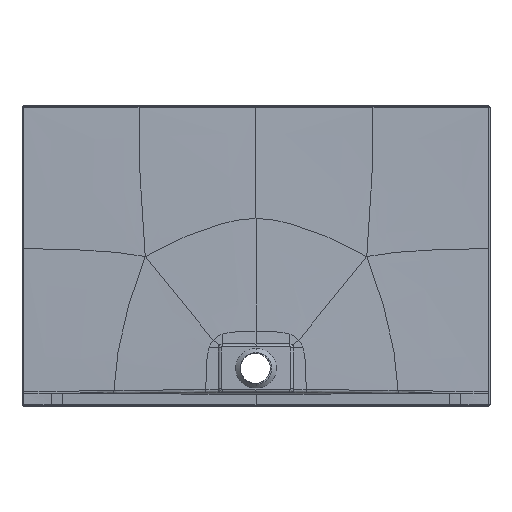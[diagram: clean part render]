
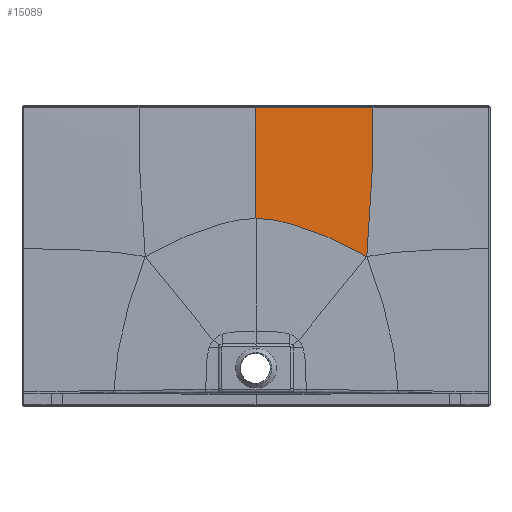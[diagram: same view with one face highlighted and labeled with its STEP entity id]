
A CAD part, front view. The second image highlights one B-rep face of the part: STEP entity #15089.
In plain terms, the highlighted free-form (B-spline) face has degree [3, 3] with [8, 10] control points.
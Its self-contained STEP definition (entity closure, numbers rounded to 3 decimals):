
#3276=CARTESIAN_POINT('',(331.362,-9.279,448.367));
#3278=CARTESIAN_POINT('',(0.,-10.849,
562.57));
#3279=CARTESIAN_POINT('',(23.474,-10.849,562.57));
#3280=CARTESIAN_POINT('',(72.931,-10.736,555.921));
#3281=CARTESIAN_POINT('',(153.299,-10.371,531.693));
#3282=CARTESIAN_POINT('',(224.843,-10.011,503.996));
#3283=CARTESIAN_POINT('',(284.92,-9.645,475.463));
#3284=CARTESIAN_POINT('',(315.799,-9.412,458.036));
#3285=CARTESIAN_POINT('',(331.362,-9.279,448.367));
#3922=CARTESIAN_POINT('',(349.998,-3.052,894.979));
#3945=CARTESIAN_POINT('',(-0.006,-3.118,
894.953));
#3946=CARTESIAN_POINT('',(22.832,-3.118,894.953));
#3947=CARTESIAN_POINT('',(66.801,-3.115,894.955));
#3948=CARTESIAN_POINT('',(126.84,-3.106,894.958));
#3949=CARTESIAN_POINT('',(183.246,-3.094,894.963));
#3950=CARTESIAN_POINT('',(239.699,-3.08,894.968));
#3951=CARTESIAN_POINT('',(296.211,-3.066,894.974));
#3952=CARTESIAN_POINT('',(332.249,-3.057,894.977));
#3953=CARTESIAN_POINT('',(349.998,-3.052,894.979));
#3955=CARTESIAN_POINT('',(349.998,-3.052,894.979));
#3956=CARTESIAN_POINT('',(349.966,-3.368,864.739));
#3957=CARTESIAN_POINT('',(349.251,-4.133,801.575));
#3958=CARTESIAN_POINT('',(347.612,-5.331,715.581));
#3959=CARTESIAN_POINT('',(345.453,-6.428,638.212));
#3960=CARTESIAN_POINT('',(342.874,-7.31,576.632));
#3961=CARTESIAN_POINT('',(339.293,-8.098,523.18));
#3962=CARTESIAN_POINT('',(335.204,-8.762,480.233));
#3963=CARTESIAN_POINT('',(332.718,-9.105,458.926));
#3964=CARTESIAN_POINT('',(331.362,-9.279,448.367));
#3966=DIRECTION('',(0.,-0.023,-1.));
#3967=VECTOR('',#3966,332.474);
#3968=CARTESIAN_POINT('',(-0.006,-3.118,
894.953));
#3969=LINE('',#3968,#3967);
#4491=VERTEX_POINT('',#3276);
#4604=VERTEX_POINT('',#3922);
#4626=CARTESIAN_POINT('',(0.,-10.849,
562.57));
#4628=VERTEX_POINT('',#4626);
#4629=CARTESIAN_POINT('',(-0.006,-3.118,
894.953));
#4630=VERTEX_POINT('',#4629);
#15000=CARTESIAN_POINT('',(-3.577,-3.024,
899.02));
#15001=CARTESIAN_POINT('',(-3.576,-3.67,
871.245));
#15002=CARTESIAN_POINT('',(-3.517,-4.97,
815.344));
#15003=CARTESIAN_POINT('',(-3.332,-6.597,
745.379));
#15004=CARTESIAN_POINT('',(-3.159,-7.905,
689.126));
#15005=CARTESIAN_POINT('',(-3.035,-8.886,
646.935));
#15006=CARTESIAN_POINT('',(-2.95,-9.704,
611.776));
#15007=CARTESIAN_POINT('',(-2.898,-10.381,
582.667));
#15008=CARTESIAN_POINT('',(-2.878,-10.731,
567.622));
#15009=CARTESIAN_POINT('',(-2.869,-10.917,
559.608));
#15010=CARTESIAN_POINT('',(26.782,-3.024,
899.02));
#15011=CARTESIAN_POINT('',(26.777,-3.671,
871.25));
#15012=CARTESIAN_POINT('',(26.335,-4.973,
815.363));
#15013=CARTESIAN_POINT('',(24.936,-6.602,
745.438));
#15014=CARTESIAN_POINT('',(23.634,-7.911,
689.238));
#15015=CARTESIAN_POINT('',(22.696,-8.892,
647.099));
#15016=CARTESIAN_POINT('',(22.049,-9.71,
611.989));
#15017=CARTESIAN_POINT('',(21.647,-10.386,
582.923));
#15018=CARTESIAN_POINT('',(21.494,-10.736,
567.899));
#15019=CARTESIAN_POINT('',(21.429,-10.922,
559.897));
#15020=CARTESIAN_POINT('',(86.307,-3.023,
899.013));
#15021=CARTESIAN_POINT('',(86.293,-3.647,
871.124));
#15022=CARTESIAN_POINT('',(84.935,-4.905,
814.914));
#15023=CARTESIAN_POINT('',(80.825,-6.49,
744.07));
#15024=CARTESIAN_POINT('',(77.215,-7.779,
686.631));
#15025=CARTESIAN_POINT('',(74.739,-8.756,
643.312));
#15026=CARTESIAN_POINT('',(73.15,-9.578,
607.055));
#15027=CARTESIAN_POINT('',(72.235,-10.265,
577.004));
#15028=CARTESIAN_POINT('',(71.915,-10.621,
561.477));
#15029=CARTESIAN_POINT('',(71.786,-10.811,
553.214));
#15030=CARTESIAN_POINT('',(175.,-3.02,
898.989));
#15031=CARTESIAN_POINT('',(174.976,-3.558,
870.729));
#15032=CARTESIAN_POINT('',(172.745,-4.658,
813.486));
#15033=CARTESIAN_POINT('',(166.321,-6.1,
739.412));
#15034=CARTESIAN_POINT('',(160.967,-7.33,
677.41));
#15035=CARTESIAN_POINT('',(157.434,-8.296,
629.648));
#15036=CARTESIAN_POINT('',(155.241,-9.14,
588.985));
#15037=CARTESIAN_POINT('',(153.945,-9.861,
555.096));
#15038=CARTESIAN_POINT('',(153.442,-10.242,
537.575));
#15039=CARTESIAN_POINT('',(153.213,-10.446,
528.273));
#15040=CARTESIAN_POINT('',(247.916,-3.017,
898.955));
#15041=CARTESIAN_POINT('',(247.894,-3.464,
870.062));
#15042=CARTESIAN_POINT('',(245.75,-4.416,
811.273));
#15043=CARTESIAN_POINT('',(239.761,-5.746,
733.285));
#15044=CARTESIAN_POINT('',(234.691,-6.93,
666.102));
#15045=CARTESIAN_POINT('',(231.134,-7.884,
613.421));
#15046=CARTESIAN_POINT('',(228.487,-8.739,
568.01));
#15047=CARTESIAN_POINT('',(226.363,-9.481,
530.093));
#15048=CARTESIAN_POINT('',(225.244,-9.876,
510.545));
#15049=CARTESIAN_POINT('',(224.613,-10.089,
500.187));
#15050=CARTESIAN_POINT('',(307.191,-3.014,
898.901));
#15051=CARTESIAN_POINT('',(307.177,-3.389,
868.831));
#15052=CARTESIAN_POINT('',(305.71,-4.235,
807.469));
#15053=CARTESIAN_POINT('',(301.8,-5.498,
724.768));
#15054=CARTESIAN_POINT('',(298.138,-6.639,
652.225));
#15055=CARTESIAN_POINT('',(295.046,-7.564,
594.758));
#15056=CARTESIAN_POINT('',(291.891,-8.396,
544.949));
#15057=CARTESIAN_POINT('',(288.624,-9.121,
503.448));
#15058=CARTESIAN_POINT('',(286.622,-9.507,
482.109));
#15059=CARTESIAN_POINT('',(285.469,-9.716,
470.866));
#15060=CARTESIAN_POINT('',(337.298,-3.013,
898.861));
#15061=CARTESIAN_POINT('',(337.291,-3.352,
867.858));
#15062=CARTESIAN_POINT('',(336.337,-4.149,
804.515));
#15063=CARTESIAN_POINT('',(333.966,-5.381,
718.649));
#15064=CARTESIAN_POINT('',(331.341,-6.493,
642.818));
#15065=CARTESIAN_POINT('',(328.606,-7.391,
582.528));
#15066=CARTESIAN_POINT('',(325.163,-8.194,
530.214));
#15067=CARTESIAN_POINT('',(321.206,-8.895,
486.669));
#15068=CARTESIAN_POINT('',(318.737,-9.269,
464.365));
#15069=CARTESIAN_POINT('',(317.254,-9.471,
452.57));
#15070=CARTESIAN_POINT('',(352.822,-3.012,
898.837));
#15071=CARTESIAN_POINT('',(352.819,-3.333,
867.244));
#15072=CARTESIAN_POINT('',(352.152,-4.106,
802.66));
#15073=CARTESIAN_POINT('',(350.643,-5.32,
714.907));
#15074=CARTESIAN_POINT('',(348.587,-6.413,
637.199));
#15075=CARTESIAN_POINT('',(346.042,-7.292,
575.334));
#15076=CARTESIAN_POINT('',(342.431,-8.077,
521.63));
#15077=CARTESIAN_POINT('',(338.137,-8.761,
476.985));
#15078=CARTESIAN_POINT('',(335.396,-9.128,
454.099));
#15079=CARTESIAN_POINT('',(333.793,-9.326,
442.05));
#15080=B_SPLINE_SURFACE_WITH_KNOTS('',3,3,((#15000,#15001,#15002,#15003,#15004,
#15005,#15006,#15007,#15008,#15009),(#15010,#15011,#15012,#15013,#15014,#15015,
#15016,#15017,#15018,#15019),(#15020,#15021,#15022,#15023,#15024,#15025,#15026,
#15027,#15028,#15029),(#15030,#15031,#15032,#15033,#15034,#15035,#15036,#15037,
#15038,#15039),(#15040,#15041,#15042,#15043,#15044,#15045,#15046,#15047,#15048,
#15049),(#15050,#15051,#15052,#15053,#15054,#15055,#15056,#15057,#15058,#15059),
(#15060,#15061,#15062,#15063,#15064,#15065,#15066,#15067,#15068,#15069),(#15070,
#15071,#15072,#15073,#15074,#15075,#15076,#15077,#15078,#15079)),.UNSPECIFIED.,
.F.,.F.,.F.,(4,1,1,1,1,4),(4,1,1,1,1,1,1,4),(-0.005,0.125,0.25,
0.375,0.438,0.504),(0.002,0.125,0.25,0.313,
0.375,0.438,0.469,0.504),.UNSPECIFIED.);
#15082=ORIENTED_EDGE('',*,*,#15081,.F.);
#15084=ORIENTED_EDGE('',*,*,#15083,.T.);
#15085=ORIENTED_EDGE('',*,*,#14991,.T.);
#15086=ORIENTED_EDGE('',*,*,#13432,.F.);
#15087=EDGE_LOOP('',(#15082,#15084,#15085,#15086));
#15088=FACE_OUTER_BOUND('',#15087,.F.);
#15089=ADVANCED_FACE('',(#15088),#15080,.F.);
#3286=B_SPLINE_CURVE_WITH_KNOTS('',3,(#3278,#3279,#3280,#3281,#3282,#3283,#3284,
#3285),.UNSPECIFIED.,.F.,.F.,(4,1,1,1,1,4),(0.,0.25,0.5,0.75,0.875,
1.),.UNSPECIFIED.);
#3954=B_SPLINE_CURVE_WITH_KNOTS('',3,(#3945,#3946,#3947,#3948,#3949,#3950,#3951,
#3952,#3953),.UNSPECIFIED.,.F.,.F.,(4,1,1,1,1,1,4),(0.,0.167,
0.333,0.5,0.667,0.833,1.),
.UNSPECIFIED.);
#3965=B_SPLINE_CURVE_WITH_KNOTS('',3,(#3955,#3956,#3957,#3958,#3959,#3960,#3961,
#3962,#3963,#3964),.UNSPECIFIED.,.F.,.F.,(4,1,1,1,1,1,1,4),(0.,
0.24,0.493,0.62,0.747,
0.873,0.937,1.),.UNSPECIFIED.);
#13432=EDGE_CURVE('',#4628,#4491,#3286,.T.);
#14991=EDGE_CURVE('',#4604,#4491,#3965,.T.);
#15081=EDGE_CURVE('',#4630,#4628,#3969,.T.);
#15083=EDGE_CURVE('',#4630,#4604,#3954,.T.);
